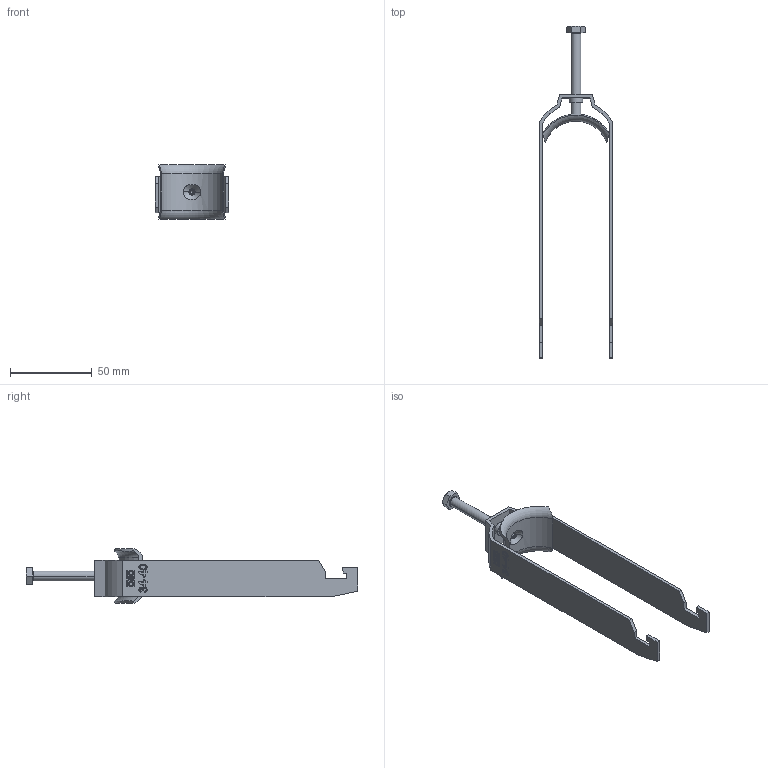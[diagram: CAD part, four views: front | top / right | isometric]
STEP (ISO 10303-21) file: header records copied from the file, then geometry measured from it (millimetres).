
FILE_DESCRIPTION (( 'STEP AP214' ), '1' );
FILE_NAME ('1186538.STEP', '2023-09-04T09:29:18', ( '' ), ( '' ), 'SwSTEP 2.0', 'SolidWorks 2022', '' );
FILE_SCHEMA (( 'AUTOMOTIVE_DESIGN' ));
Length unit declared in the file: millimetre
Products named in the file (4): 141713_Standard; 1186538; 142951_M6 x 50; 157111_3Fach
Assembly tree (3 placements, depth 2):
  1186538
    142951_M6 x 50
    157111_3Fach
    141713_Standard
Bounding box: 45 x 203 x 33.4 mm (x, y, z)
Volume: 19117.1 mm3; surface area: 21566.3 mm2
Topology: 3 solids, 3 shells, 235 faces, 610 edges, 404 vertices
Faces by surface type: plane 145, bspline 38, cylinder 34, cone 10, torus 8
Entity records: 11412 total; most frequent: CARTESIAN_POINT 5289, ORIENTED_EDGE 1212, DIRECTION 988, EDGE_CURVE 606, VERTEX_POINT 404, LINE 382, VECTOR 382, AXIS2_PLACEMENT_3D 303
